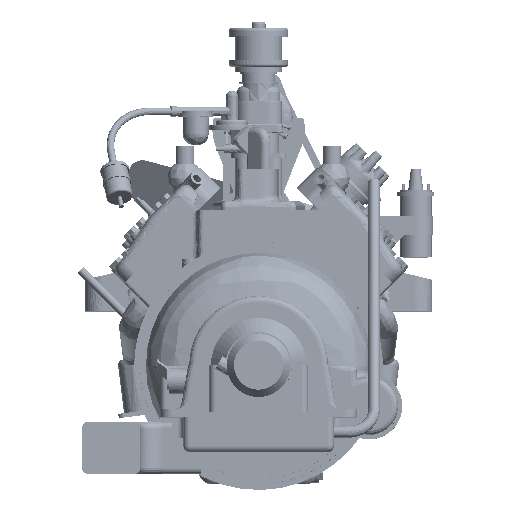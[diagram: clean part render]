
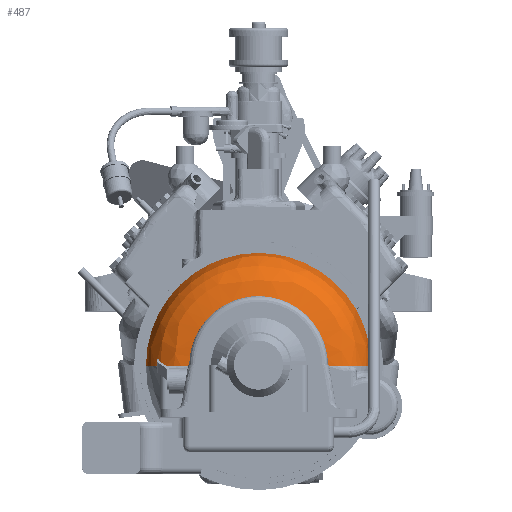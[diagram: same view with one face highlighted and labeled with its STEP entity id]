
A CAD part, top view. The second image highlights one B-rep face of the part: STEP entity #487.
In plain terms, the highlighted free-form (B-spline) face has degree [2, 2] with [5, 3] control points.
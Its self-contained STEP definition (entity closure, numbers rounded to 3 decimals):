
#487 = ADVANCED_FACE('',(#488),#574,.T.);
#488 = FACE_BOUND('',#489,.T.);
#489 = EDGE_LOOP('',(#490,#500,#508,#518,#526,#534,#542,#550,#560,#568)
  );
#490 = ORIENTED_EDGE('',*,*,#491,.F.);
#491 = EDGE_CURVE('',#492,#494,#496,.T.);
#492 = VERTEX_POINT('',#493);
#493 = CARTESIAN_POINT('',(182.917,-308.672,
    221.149));
#494 = VERTEX_POINT('',#495);
#495 = CARTESIAN_POINT('',(179.963,-308.672,
    222.929));
#496 = ( BOUNDED_CURVE() B_SPLINE_CURVE(2,(#497,#498,#499),
.UNSPECIFIED.,.F.,.F.) B_SPLINE_CURVE_WITH_KNOTS((3,3),(2.579,
2.619),.PIECEWISE_BEZIER_KNOTS.) CURVE() 
GEOMETRIC_REPRESENTATION_ITEM() RATIONAL_B_SPLINE_CURVE((1.,
1.,1.)) REPRESENTATION_ITEM('') );
#497 = CARTESIAN_POINT('',(182.917,-308.672,
    221.149));
#498 = CARTESIAN_POINT('',(181.458,-308.672,
    222.069));
#499 = CARTESIAN_POINT('',(179.963,-308.672,
    222.929));
#500 = ORIENTED_EDGE('',*,*,#501,.T.);
#501 = EDGE_CURVE('',#492,#502,#504,.T.);
#502 = VERTEX_POINT('',#503);
#503 = CARTESIAN_POINT('',(222.929,-308.672,
    148.62));
#504 = ( BOUNDED_CURVE() B_SPLINE_CURVE(2,(#505,#506,#507),
.UNSPECIFIED.,.F.,.F.) B_SPLINE_CURVE_WITH_KNOTS((3,3),(5.275,
6.283),.PIECEWISE_BEZIER_KNOTS.) CURVE() 
GEOMETRIC_REPRESENTATION_ITEM() RATIONAL_B_SPLINE_CURVE((1.,
0.876,1.)) REPRESENTATION_ITEM('') );
#505 = CARTESIAN_POINT('',(182.917,-308.672,
    221.149));
#506 = CARTESIAN_POINT('',(222.929,-308.672,
    195.922));
#507 = CARTESIAN_POINT('',(222.929,-308.672,
    148.62));
#508 = ORIENTED_EDGE('',*,*,#509,.F.);
#509 = EDGE_CURVE('',#510,#502,#512,.T.);
#510 = VERTEX_POINT('',#511);
#511 = CARTESIAN_POINT('',(-222.929,-308.672,
    148.62));
#512 = ( BOUNDED_CURVE() B_SPLINE_CURVE(2,(#513,#514,#515,#516,#517),
.UNSPECIFIED.,.F.,.F.) B_SPLINE_CURVE_WITH_KNOTS((3,2,3),(0.,
1.571,3.142),.PIECEWISE_BEZIER_KNOTS.) CURVE() 
GEOMETRIC_REPRESENTATION_ITEM() RATIONAL_B_SPLINE_CURVE((1.,
0.707,1.,0.707,1.)) REPRESENTATION_ITEM('') );
#513 = CARTESIAN_POINT('',(-222.929,-308.672,
    148.62));
#514 = CARTESIAN_POINT('',(-222.929,-85.742,
    148.62));
#515 = CARTESIAN_POINT('',(0.,-85.742,
    148.62));
#516 = CARTESIAN_POINT('',(222.929,-85.742,
    148.62));
#517 = CARTESIAN_POINT('',(222.929,-308.672,
    148.62));
#518 = ORIENTED_EDGE('',*,*,#519,.F.);
#519 = EDGE_CURVE('',#520,#510,#522,.T.);
#520 = VERTEX_POINT('',#521);
#521 = CARTESIAN_POINT('',(-182.917,-308.672,
    221.149));
#522 = ( BOUNDED_CURVE() B_SPLINE_CURVE(2,(#523,#524,#525),
.UNSPECIFIED.,.F.,.F.) B_SPLINE_CURVE_WITH_KNOTS((3,3),(0.563,
1.571),.PIECEWISE_BEZIER_KNOTS.) CURVE() 
GEOMETRIC_REPRESENTATION_ITEM() RATIONAL_B_SPLINE_CURVE((1.,
0.876,1.)) REPRESENTATION_ITEM('') );
#523 = CARTESIAN_POINT('',(-182.917,-308.672,
    221.149));
#524 = CARTESIAN_POINT('',(-222.929,-308.672,
    195.922));
#525 = CARTESIAN_POINT('',(-222.929,-308.672,
    148.62));
#526 = ORIENTED_EDGE('',*,*,#527,.F.);
#527 = EDGE_CURVE('',#528,#520,#530,.T.);
#528 = VERTEX_POINT('',#529);
#529 = CARTESIAN_POINT('',(-179.963,-308.672,
    222.929));
#530 = ( BOUNDED_CURVE() B_SPLINE_CURVE(2,(#531,#532,#533),
.UNSPECIFIED.,.F.,.F.) B_SPLINE_CURVE_WITH_KNOTS((3,3),(3.664,
3.704),.PIECEWISE_BEZIER_KNOTS.) CURVE() 
GEOMETRIC_REPRESENTATION_ITEM() RATIONAL_B_SPLINE_CURVE((1.,
1.,1.)) REPRESENTATION_ITEM('') );
#531 = CARTESIAN_POINT('',(-179.963,-308.672,
    222.929));
#532 = CARTESIAN_POINT('',(-181.458,-308.672,
    222.069));
#533 = CARTESIAN_POINT('',(-182.917,-308.672,
    221.149));
#534 = ORIENTED_EDGE('',*,*,#535,.F.);
#535 = EDGE_CURVE('',#536,#528,#538,.T.);
#536 = VERTEX_POINT('',#537);
#537 = CARTESIAN_POINT('',(-139.285,-308.672,
    234.336));
#538 = ( BOUNDED_CURVE() B_SPLINE_CURVE(2,(#539,#540,#541),
.UNSPECIFIED.,.F.,.F.) B_SPLINE_CURVE_WITH_KNOTS((3,3),(3.166,
3.664),.PIECEWISE_BEZIER_KNOTS.) CURVE() 
GEOMETRIC_REPRESENTATION_ITEM() RATIONAL_B_SPLINE_CURVE((1.,
0.969,1.)) REPRESENTATION_ITEM('') );
#539 = CARTESIAN_POINT('',(-139.285,-308.672,
    234.336));
#540 = CARTESIAN_POINT('',(-161.074,-308.672,
    233.803));
#541 = CARTESIAN_POINT('',(-179.963,-308.672,
    222.929));
#542 = ORIENTED_EDGE('',*,*,#543,.F.);
#543 = EDGE_CURVE('',#544,#536,#546,.T.);
#544 = VERTEX_POINT('',#545);
#545 = CARTESIAN_POINT('',(-137.187,-308.672,
    234.362));
#546 = ( BOUNDED_CURVE() B_SPLINE_CURVE(2,(#547,#548,#549),
.UNSPECIFIED.,.F.,.F.) B_SPLINE_CURVE_WITH_KNOTS((3,3),(3.142,
3.166),.PIECEWISE_BEZIER_KNOTS.) CURVE() 
GEOMETRIC_REPRESENTATION_ITEM() RATIONAL_B_SPLINE_CURVE((1.,
1.,1.)) REPRESENTATION_ITEM('') );
#547 = CARTESIAN_POINT('',(-137.187,-308.672,
    234.362));
#548 = CARTESIAN_POINT('',(-138.236,-308.672,
    234.362));
#549 = CARTESIAN_POINT('',(-139.285,-308.672,
    234.336));
#550 = ORIENTED_EDGE('',*,*,#551,.T.);
#551 = EDGE_CURVE('',#544,#552,#554,.T.);
#552 = VERTEX_POINT('',#553);
#553 = CARTESIAN_POINT('',(137.187,-308.672,
    234.362));
#554 = ( BOUNDED_CURVE() B_SPLINE_CURVE(2,(#555,#556,#557,#558,#559),
.UNSPECIFIED.,.F.,.F.) B_SPLINE_CURVE_WITH_KNOTS((3,2,3),(0.,
1.571,3.142),.PIECEWISE_BEZIER_KNOTS.) CURVE() 
GEOMETRIC_REPRESENTATION_ITEM() RATIONAL_B_SPLINE_CURVE((1.,
0.707,1.,0.707,1.)) REPRESENTATION_ITEM('') );
#555 = CARTESIAN_POINT('',(-137.187,-308.672,
    234.362));
#556 = CARTESIAN_POINT('',(-137.187,-171.484,
    234.362));
#557 = CARTESIAN_POINT('',(0.,-171.484,
    234.362));
#558 = CARTESIAN_POINT('',(137.187,-171.484,
    234.362));
#559 = CARTESIAN_POINT('',(137.187,-308.672,
    234.362));
#560 = ORIENTED_EDGE('',*,*,#561,.F.);
#561 = EDGE_CURVE('',#562,#552,#564,.T.);
#562 = VERTEX_POINT('',#563);
#563 = CARTESIAN_POINT('',(139.285,-308.672,
    234.336));
#564 = ( BOUNDED_CURVE() B_SPLINE_CURVE(2,(#565,#566,#567),
.UNSPECIFIED.,.F.,.F.) B_SPLINE_CURVE_WITH_KNOTS((3,3),(3.117,
3.142),.PIECEWISE_BEZIER_KNOTS.) CURVE() 
GEOMETRIC_REPRESENTATION_ITEM() RATIONAL_B_SPLINE_CURVE((1.,
1.,1.)) REPRESENTATION_ITEM('') );
#565 = CARTESIAN_POINT('',(139.285,-308.672,
    234.336));
#566 = CARTESIAN_POINT('',(138.236,-308.672,
    234.362));
#567 = CARTESIAN_POINT('',(137.187,-308.672,
    234.362));
#568 = ORIENTED_EDGE('',*,*,#569,.F.);
#569 = EDGE_CURVE('',#494,#562,#570,.T.);
#570 = ( BOUNDED_CURVE() B_SPLINE_CURVE(2,(#571,#572,#573),
.UNSPECIFIED.,.F.,.F.) B_SPLINE_CURVE_WITH_KNOTS((3,3),(2.619,
3.117),.PIECEWISE_BEZIER_KNOTS.) CURVE() 
GEOMETRIC_REPRESENTATION_ITEM() RATIONAL_B_SPLINE_CURVE((1.,
0.969,1.)) REPRESENTATION_ITEM('') );
#571 = CARTESIAN_POINT('',(179.963,-308.672,
    222.929));
#572 = CARTESIAN_POINT('',(161.074,-308.672,
    233.803));
#573 = CARTESIAN_POINT('',(139.285,-308.672,
    234.336));
#574 = ( BOUNDED_SURFACE() B_SPLINE_SURFACE(2,2,(
    (#575,#576,#577)
    ,(#578,#579,#580)
    ,(#581,#582,#583)
    ,(#584,#585,#586)
    ,(#587,#588,#589
)),.UNSPECIFIED.,.F.,.F.,.F.) B_SPLINE_SURFACE_WITH_KNOTS((3,2,3),(3,3),
  (0.,1.571,3.142),(4.712,6.283),
.PIECEWISE_BEZIER_KNOTS.) GEOMETRIC_REPRESENTATION_ITEM() 
RATIONAL_B_SPLINE_SURFACE((
    (1.,0.707,1.)
    ,(0.707,0.5,0.707)
    ,(1.,0.707,1.)
    ,(0.707,0.5,0.707)
,(1.,0.707,1.))) REPRESENTATION_ITEM('') SURFACE() );
#575 = CARTESIAN_POINT('',(-137.187,-308.672,
    234.362));
#576 = CARTESIAN_POINT('',(-222.929,-308.672,
    234.362));
#577 = CARTESIAN_POINT('',(-222.929,-308.672,
    148.62));
#578 = CARTESIAN_POINT('',(-137.187,-171.484,
    234.362));
#579 = CARTESIAN_POINT('',(-222.929,-85.742,
    234.362));
#580 = CARTESIAN_POINT('',(-222.929,-85.742,
    148.62));
#581 = CARTESIAN_POINT('',(0.,-171.484,
    234.362));
#582 = CARTESIAN_POINT('',(0.,-85.742,
    234.362));
#583 = CARTESIAN_POINT('',(0.,-85.742,
    148.62));
#584 = CARTESIAN_POINT('',(137.187,-171.484,
    234.362));
#585 = CARTESIAN_POINT('',(222.929,-85.742,
    234.362));
#586 = CARTESIAN_POINT('',(222.929,-85.742,
    148.62));
#587 = CARTESIAN_POINT('',(137.187,-308.672,
    234.362));
#588 = CARTESIAN_POINT('',(222.929,-308.672,
    234.362));
#589 = CARTESIAN_POINT('',(222.929,-308.672,
    148.62));
